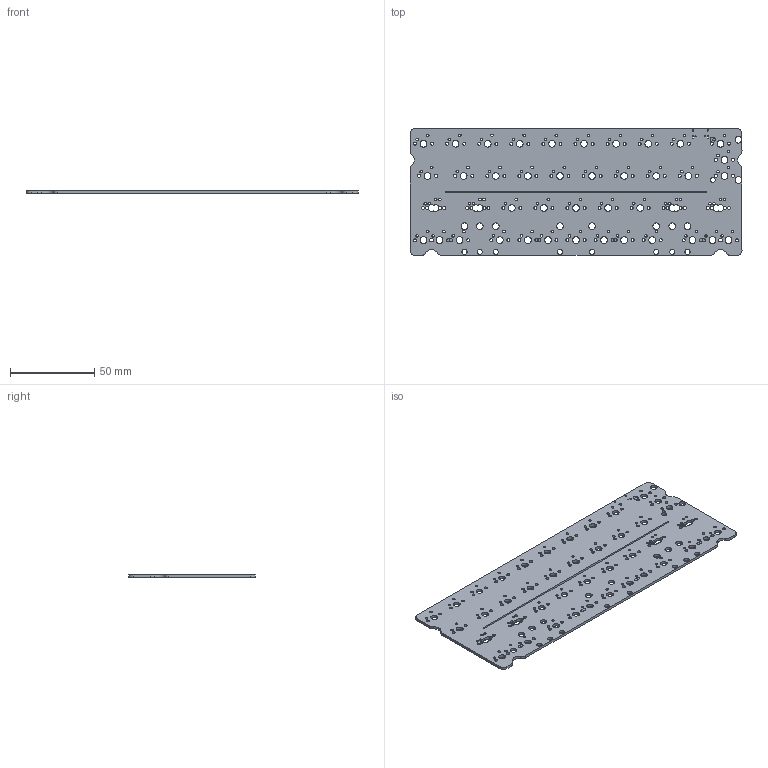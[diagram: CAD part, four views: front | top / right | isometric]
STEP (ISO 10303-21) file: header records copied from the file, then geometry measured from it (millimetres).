
FILE_DESCRIPTION(('KiCad electronic assembly'),'2;1');
FILE_NAME('Tiny Dimply Qazy STEP Export.step','2023-07-16T05:12:05',( 'Pcbnew'),('Kicad'),'Open CASCADE STEP processor 7.6', 'KiCad to STEP converter','Unknown');
FILE_SCHEMA(('AUTOMOTIVE_DESIGN { 1 0 10303 214 1 1 1 1 }'));
Length unit declared in the file: millimetre
Products named in the file (2): Tiny Dimply Qazy STEP Export 1; Tiny Dimply Qazy PCB
Assembly tree (1 placements, depth 2):
  Tiny Dimply Qazy STEP Export 1
    Tiny Dimply Qazy PCB
Bounding box: 197.03 x 75.2 x 1.6 mm (x, y, z)
Volume: 21523.7 mm3; surface area: 30947.4 mm2
Topology: 1 solids, 1 shells, 331 faces, 977 edges, 658 vertices
Faces by surface type: cylinder 289, plane 42
Full cylindrical faces by diameter (mm): 0.65 x2, 1.47 x93, 1.75 x74, 3.048 x9, 3.988 x49
Entity records: 27137 total; most frequent: CARTESIAN_POINT 8046, DIRECTION 3491, ORIENTED_EDGE 1954, PCURVE 1954, DEFINITIONAL_REPRESENTATION 1954, LINE 1569, VECTOR 1569, EDGE_CURVE 977
